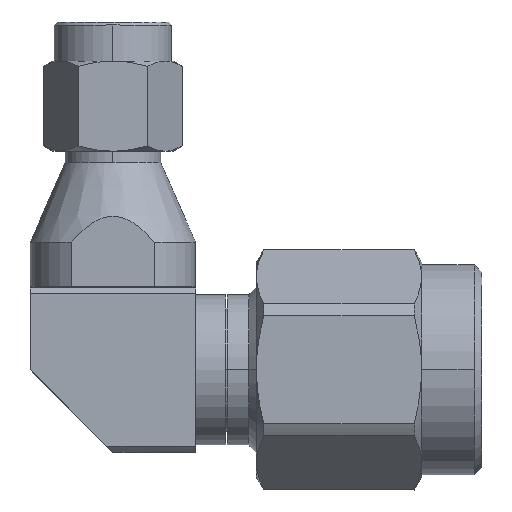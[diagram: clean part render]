
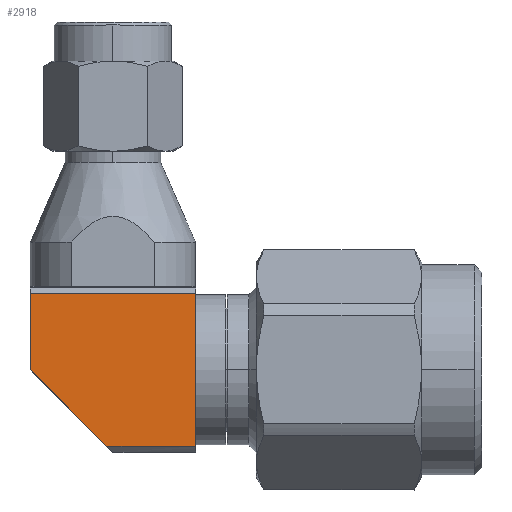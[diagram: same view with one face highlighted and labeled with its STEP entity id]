
A CAD part, top view. The second image highlights one B-rep face of the part: STEP entity #2918.
In plain terms, the highlighted planar face has unit normal (0, 0, 1).
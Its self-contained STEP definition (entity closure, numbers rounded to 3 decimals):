
#339 = ORIENTED_EDGE ( 'NONE', *, *, #348, .F. ) ;
#348 = EDGE_CURVE ( 'NONE', #2075, #4343, #5210, .T. ) ;
#605 = DIRECTION ( 'NONE',  ( 0., 1., 0. ) ) ;
#668 = CARTESIAN_POINT ( 'NONE',  ( -5.5, 5.099, 5.5 ) ) ;
#865 = DIRECTION ( 'NONE',  ( 0., -1., 0. ) ) ;
#901 = LINE ( 'NONE', #2619, #3787 ) ;
#1037 = ORIENTED_EDGE ( 'NONE', *, *, #4748, .F. ) ;
#1104 = VERTEX_POINT ( 'NONE', #4483 ) ;
#1366 = CARTESIAN_POINT ( 'NONE',  ( -0.401, -5.099, 5.5 ) ) ;
#1421 = LINE ( 'NONE', #4522, #5448 ) ;
#1798 = CARTESIAN_POINT ( 'NONE',  ( -5.5, 0., 5.5 ) ) ;
#1829 = CARTESIAN_POINT ( 'NONE',  ( 5.5, 5.099, 5.5 ) ) ;
#2075 = VERTEX_POINT ( 'NONE', #1829 ) ;
#2398 = LINE ( 'NONE', #4610, #3801 ) ;
#2406 = DIRECTION ( 'NONE',  ( 1., 0., 0. ) ) ;
#2602 = AXIS2_PLACEMENT_3D ( 'NONE', #4307, #3015, #5350 ) ;
#2619 = CARTESIAN_POINT ( 'NONE',  ( -5.5, 0., 5.5 ) ) ;
#2918 = ADVANCED_FACE ( 'NONE', ( #3113 ), #3606, .T. ) ;
#2991 = VERTEX_POINT ( 'NONE', #1366 ) ;
#3015 = DIRECTION ( 'NONE',  ( 0., 0., 1. ) ) ;
#3113 = FACE_OUTER_BOUND ( 'NONE', #4364, .T. ) ;
#3333 = VERTEX_POINT ( 'NONE', #1798 ) ;
#3351 = ORIENTED_EDGE ( 'NONE', *, *, #3549, .F. ) ;
#3395 = ORIENTED_EDGE ( 'NONE', *, *, #3516, .T. ) ;
#3397 = LINE ( 'NONE', #668, #4154 ) ;
#3516 = EDGE_CURVE ( 'NONE', #2991, #4343, #2398, .T. ) ;
#3549 = EDGE_CURVE ( 'NONE', #3333, #1104, #1421, .T. ) ;
#3606 = PLANE ( 'NONE',  #2602 ) ;
#3787 = VECTOR ( 'NONE', #4339, 1000. ) ;
#3801 = VECTOR ( 'NONE', #4146, 1000. ) ;
#4146 = DIRECTION ( 'NONE',  ( 1., 0., 0. ) ) ;
#4154 = VECTOR ( 'NONE', #2406, 1000. ) ;
#4261 = ORIENTED_EDGE ( 'NONE', *, *, #5339, .T. ) ;
#4307 = CARTESIAN_POINT ( 'NONE',  ( 0., 0., 5.5 ) ) ;
#4339 = DIRECTION ( 'NONE',  ( 0.707, -0.707, 0. ) ) ;
#4343 = VERTEX_POINT ( 'NONE', #5533 ) ;
#4364 = EDGE_LOOP ( 'NONE', ( #4261, #3395, #339, #1037, #3351 ) ) ;
#4483 = CARTESIAN_POINT ( 'NONE',  ( -5.5, 5.099, 5.5 ) ) ;
#4522 = CARTESIAN_POINT ( 'NONE',  ( -5.5, 5.5, 5.5 ) ) ;
#4610 = CARTESIAN_POINT ( 'NONE',  ( 0., -5.099, 5.5 ) ) ;
#4748 = EDGE_CURVE ( 'NONE', #1104, #2075, #3397, .T. ) ;
#4783 = CARTESIAN_POINT ( 'NONE',  ( 5.5, -5.5, 5.5 ) ) ;
#5015 = VECTOR ( 'NONE', #865, 1000. ) ;
#5210 = LINE ( 'NONE', #4783, #5015 ) ;
#5339 = EDGE_CURVE ( 'NONE', #3333, #2991, #901, .T. ) ;
#5350 = DIRECTION ( 'NONE',  ( 1., 0., 0. ) ) ;
#5448 = VECTOR ( 'NONE', #605, 1000. ) ;
#5533 = CARTESIAN_POINT ( 'NONE',  ( 5.5, -5.099, 5.5 ) ) ;
